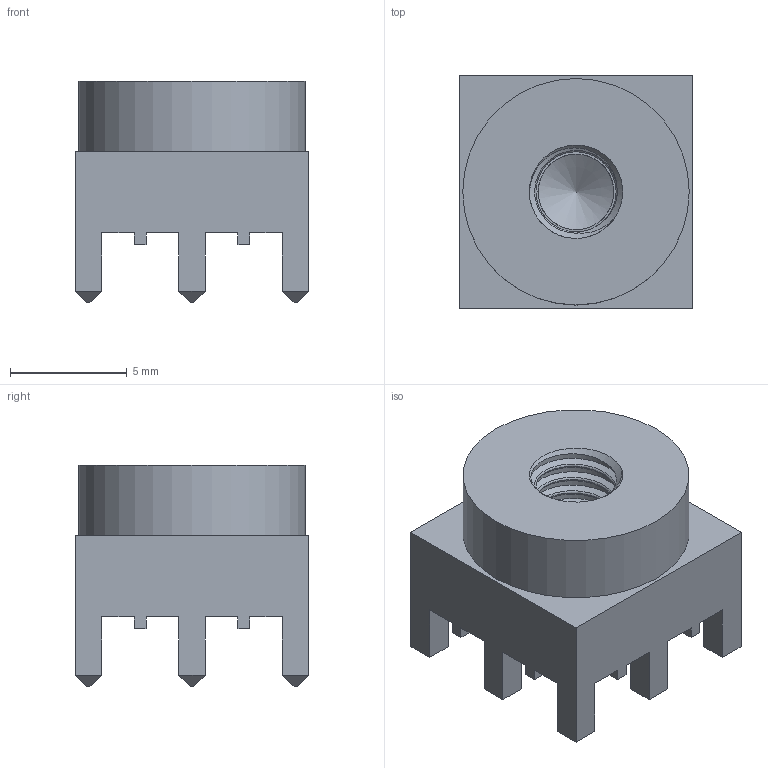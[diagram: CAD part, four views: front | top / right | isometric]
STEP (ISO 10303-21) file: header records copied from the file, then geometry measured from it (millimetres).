
FILE_DESCRIPTION(/* description */ (''),/* implementation_level */ '2;1');
FILE_NAME(/* name */ 'Wurth 74650194.step',/* time_stamp */ '2022-08-05T21:00:14+01:00',/* author */ (''),/* organization */ (''),/* preprocessor_version */ 'ST-DEVELOPER v19',/* originating_system */ 'Autodesk Translation Framework v11.7.0.108',/* authorisation */ '');
FILE_SCHEMA (('AUTOMOTIVE_DESIGN { 1 0 10303 214 3 1 1 }'));
Length unit declared in the file: millimetre
Products named in the file (1): Wurth 74650194
Bounding box: 10 x 10 x 9.5 mm (x, y, z)
Volume: 551.2 mm3; surface area: 635.6 mm2
Topology: 1 solids, 1 shells, 164 faces, 417 edges, 265 vertices
Faces by surface type: plane 149, cylinder 8, bspline 5, cone 2
Full cylindrical faces by diameter (mm): 3.24 x1, 4 x5, 9.7 x1
Entity records: 6169 total; most frequent: CARTESIAN_POINT 2253, ORIENTED_EDGE 832, DIRECTION 722, EDGE_CURVE 416, LINE 386, VECTOR 386, VERTEX_POINT 265, EDGE_LOOP 175
